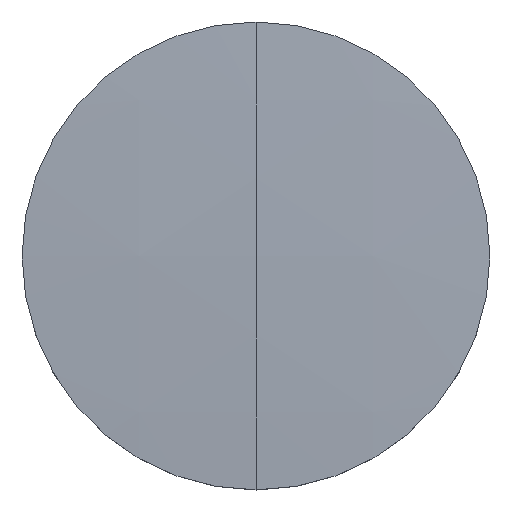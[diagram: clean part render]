
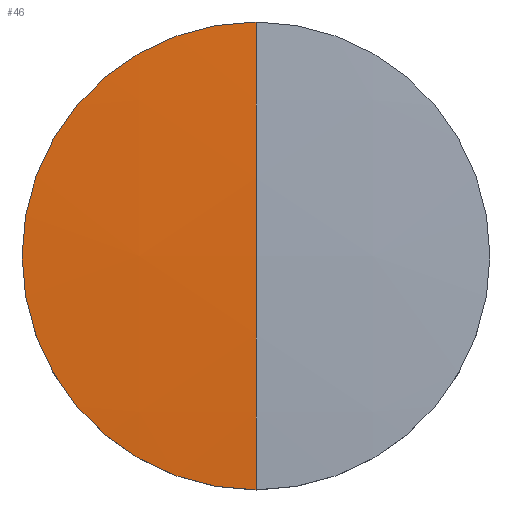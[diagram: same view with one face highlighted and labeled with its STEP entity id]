
A CAD part, top view. The second image highlights one B-rep face of the part: STEP entity #46.
In plain terms, the highlighted spherical face has radius 250 mm.
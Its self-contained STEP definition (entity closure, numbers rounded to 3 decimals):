
#4 = EDGE_LOOP ( 'NONE', ( #29, #59, #42, #45 ) ) ;
#18 = EDGE_CURVE ( 'NONE', #50, #53, #142, .T. ) ;
#27 = EDGE_CURVE ( 'NONE', #53, #47, #108, .T. ) ;
#29 = ORIENTED_EDGE ( 'NONE', *, *, #54, .T. ) ;
#32 = EDGE_CURVE ( 'NONE', #39, #47, #80, .T. ) ;
#39 = VERTEX_POINT ( 'NONE', #159 ) ;
#42 = ORIENTED_EDGE ( 'NONE', *, *, #27, .T. ) ;
#45 = ORIENTED_EDGE ( 'NONE', *, *, #32, .F. ) ;
#46 = ADVANCED_FACE ( 'NONE', ( #118 ), #228, .T. ) ;
#47 = VERTEX_POINT ( 'NONE', #264 ) ;
#50 = VERTEX_POINT ( 'NONE', #266 ) ;
#53 = VERTEX_POINT ( 'NONE', #268 ) ;
#54 = EDGE_CURVE ( 'NONE', #39, #50, #221, .T. ) ;
#59 = ORIENTED_EDGE ( 'NONE', *, *, #18, .T. ) ;
#78 = CARTESIAN_POINT ( 'NONE',  ( 0., 0., -248.074 ) ) ;
#79 = AXIS2_PLACEMENT_3D ( 'NONE', #78, #177, #176 ) ;
#80 = CIRCLE ( 'NONE', #79, 250. ) ;
#108 = CIRCLE ( 'NONE', #169, 250. ) ;
#109 = DIRECTION ( 'NONE',  ( 1., 0., 0. ) ) ;
#110 = DIRECTION ( 'NONE',  ( 0., 0., 1. ) ) ;
#111 = CARTESIAN_POINT ( 'NONE',  ( 0., 0., 1.603 ) ) ;
#118 = FACE_OUTER_BOUND ( 'NONE', #4, .T. ) ;
#141 = AXIS2_PLACEMENT_3D ( 'NONE', #111, #110, #109 ) ;
#142 = CIRCLE ( 'NONE', #141, 12.7 ) ;
#159 = CARTESIAN_POINT ( 'NONE',  ( 0., 12.7, 1.603 ) ) ;
#166 = DIRECTION ( 'NONE',  ( 0., -1., 0. ) ) ;
#167 = DIRECTION ( 'NONE',  ( -1., 0., 0. ) ) ;
#168 = CARTESIAN_POINT ( 'NONE',  ( 0., 0., -248.074 ) ) ;
#169 = AXIS2_PLACEMENT_3D ( 'NONE', #168, #167, #166 ) ;
#176 = DIRECTION ( 'NONE',  ( 0., 0., -1. ) ) ;
#177 = DIRECTION ( 'NONE',  ( 1., 0., 0. ) ) ;
#210 = DIRECTION ( 'NONE',  ( 0., 1., 0. ) ) ;
#218 = DIRECTION ( 'NONE',  ( 1., 0., 0. ) ) ;
#219 = DIRECTION ( 'NONE',  ( 0., 0., 1. ) ) ;
#221 = CIRCLE ( 'NONE', #231, 12.7 ) ;
#228 = SPHERICAL_SURFACE ( 'NONE', #287, 250. ) ;
#230 = CARTESIAN_POINT ( 'NONE',  ( 0., 0., 1.603 ) ) ;
#231 = AXIS2_PLACEMENT_3D ( 'NONE', #230, #219, #218 ) ;
#264 = CARTESIAN_POINT ( 'NONE',  ( 0., 0., 1.926 ) ) ;
#266 = CARTESIAN_POINT ( 'NONE',  ( -12.7, 0., 1.603 ) ) ;
#268 = CARTESIAN_POINT ( 'NONE',  ( 0., -12.7, 1.603 ) ) ;
#277 = CARTESIAN_POINT ( 'NONE',  ( 0., 0., -248.074 ) ) ;
#286 = DIRECTION ( 'NONE',  ( -1., 0., 0. ) ) ;
#287 = AXIS2_PLACEMENT_3D ( 'NONE', #277, #286, #210 ) ;
